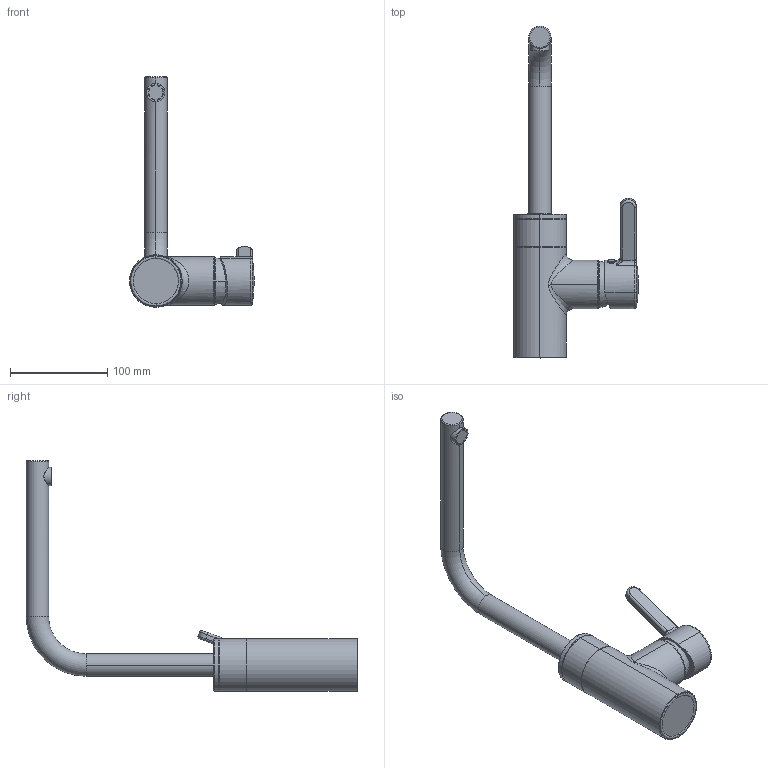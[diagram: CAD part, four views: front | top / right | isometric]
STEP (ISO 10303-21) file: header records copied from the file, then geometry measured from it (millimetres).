
FILE_DESCRIPTION(('STEP AP214'),'1');
FILE_NAME('Kludi E-GO-L.STP','2026-01-12T15:25:51',(' '),(' '),'Spatial InterOp 3D',' ',' ');
FILE_SCHEMA(('AUTOMOTIVE_DESIGN { 1 0 10303 214 1 1 1 1 }'));
Length unit declared in the file: millimetre
Products named in the file (2): Kludi E-GO-L; ASSEM1
Assembly tree (1 placements, depth 2):
  Kludi E-GO-L
    ASSEM1
Bounding box: 128.31 x 340.89 x 237 mm (x, y, z)
Volume: 650207.5 mm3; surface area: 72305.7 mm2
Topology: 1 solids, 1 shells, 104 faces, 248 edges, 161 vertices
Faces by surface type: cylinder 35, torus 26, plane 25, bspline 8, cone 6, sphere 4
Entity records: 4331 total; most frequent: CARTESIAN_POINT 1836, DIRECTION 555, ORIENTED_EDGE 492, EDGE_CURVE 246, AXIS2_PLACEMENT_3D 244, VERTEX_POINT 161, CIRCLE 146, EDGE_LOOP 121
